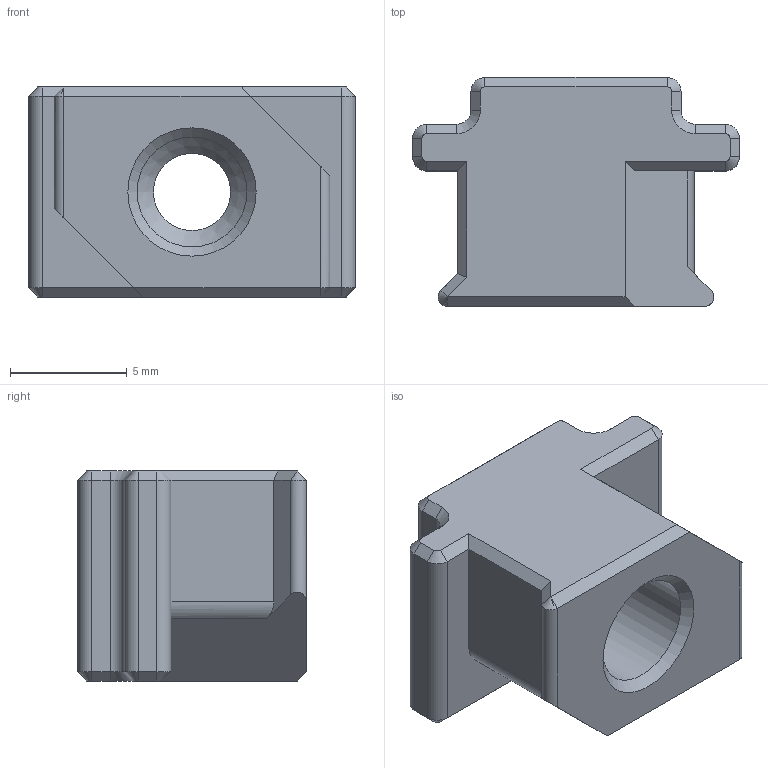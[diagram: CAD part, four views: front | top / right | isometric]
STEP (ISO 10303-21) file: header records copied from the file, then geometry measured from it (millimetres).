
FILE_DESCRIPTION(/* description */ ('STEP AP242','CAx-IF Rec.Pracs.---Representation and Presentation of Product Manufacturing Information (PMI)---4.0---2014-10-13','CAx-IF Rec.Pracs.---3D Tessellated Geometry---0.4---2014-09-14','2;1'),/* implementation_level */ '2;1');
FILE_NAME(/* name */ '6670cb7ac272f52232156fe2',/* time_stamp */ '2024-06-17T23:49:14Z',/* author */ (''),/* organization */ (''),/* preprocessor_version */ 'ST-DEVELOPER v20',/* originating_system */ ' ',/* authorisation */ ' ');
FILE_SCHEMA (('AP242_MANAGED_MODEL_BASED_3D_ENGINEERING_MIM_LF { 1 0 10303 442 1 1 4 }'));
Length unit declared in the file: metre
Products named in the file (1): Part 1
Bounding box: 14 x 9.8 x 9 mm (x, y, z)
Volume: 745.1 mm3; surface area: 696.9 mm2
Topology: 1 solids, 1 shells, 77 faces, 182 edges, 105 vertices
Faces by surface type: plane 42, cone 21, cylinder 14
Full cylindrical faces by diameter (mm): 3.3 x1, 4.7 x1
Entity records: 2132 total; most frequent: DIRECTION 376, CARTESIAN_POINT 356, ORIENTED_EDGE 348, EDGE_CURVE 174, LINE 128, VECTOR 128, AXIS2_PLACEMENT_3D 124, VERTEX_POINT 104
